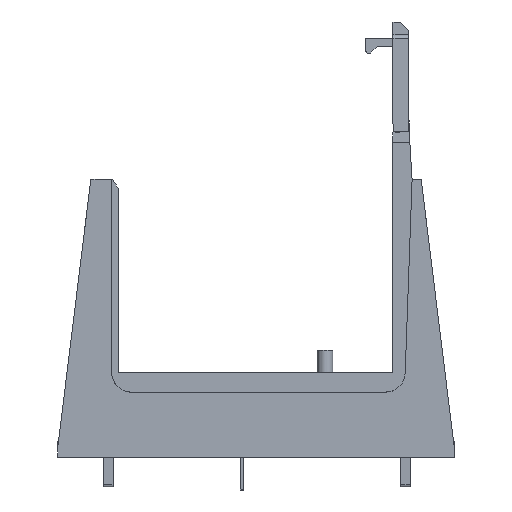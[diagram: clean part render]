
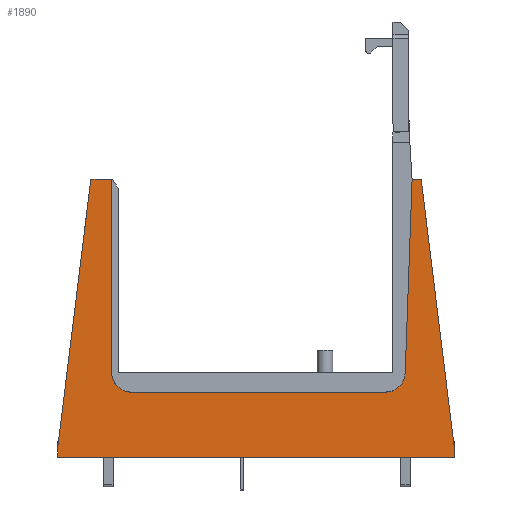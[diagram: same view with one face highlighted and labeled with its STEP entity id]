
A CAD part, left-side view. The second image highlights one B-rep face of the part: STEP entity #1890.
In plain terms, the highlighted planar face has unit normal (-1, 0, 0).
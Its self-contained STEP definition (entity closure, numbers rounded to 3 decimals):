
#1148=AXIS2_PLACEMENT_3D('Circle Axis2P3D',#1146,#1147,$) ;
#1155=AXIS2_PLACEMENT_3D('Circle Axis2P3D',#1153,#1154,$) ;
#1162=AXIS2_PLACEMENT_3D('Circle Axis2P3D',#1160,#1161,$) ;
#1230=AXIS2_PLACEMENT_3D('Circle Axis2P3D',#1228,#1229,$) ;
#1832=AXIS2_PLACEMENT_3D('Plane Axis2P3D',#1829,#1830,#1831) ;
#834=CARTESIAN_POINT('Vertex',(0.,55.725,47.61)) ;
#837=CARTESIAN_POINT('Line Origine',(0.,54.125,47.61)) ;
#841=CARTESIAN_POINT('Vertex',(0.,52.525,47.61)) ;
#1113=CARTESIAN_POINT('Line Origine',(0.,52.525,32.81)) ;
#1117=CARTESIAN_POINT('Vertex',(0.,52.525,18.01)) ;
#1143=CARTESIAN_POINT('Vertex',(0.,49.525,15.01)) ;
#1146=CARTESIAN_POINT('Axis2P3D Location',(0.,49.525,18.01)) ;
#1150=CARTESIAN_POINT('Vertex',(0.,49.809,15.024)) ;
#1153=CARTESIAN_POINT('Axis2P3D Location',(0.,49.525,18.01)) ;
#1157=CARTESIAN_POINT('Vertex',(0.,49.808,15.024)) ;
#1160=CARTESIAN_POINT('Axis2P3D Location',(0.,49.525,18.01)) ;
#1194=CARTESIAN_POINT('Line Origine',(0.,30.025,15.01)) ;
#1198=CARTESIAN_POINT('Vertex',(0.,10.525,15.01)) ;
#1225=CARTESIAN_POINT('Vertex',(0.,7.533,17.797)) ;
#1228=CARTESIAN_POINT('Axis2P3D Location',(0.,10.525,18.01)) ;
#1243=CARTESIAN_POINT('Line Origine',(0.,7.002,32.704)) ;
#1247=CARTESIAN_POINT('Vertex',(0.,6.471,47.61)) ;
#1829=CARTESIAN_POINT('Axis2P3D Location',(0.,56.225,17.005)) ;
#1834=CARTESIAN_POINT('Line Origine',(0.,5.774,47.61)) ;
#1838=CARTESIAN_POINT('Vertex',(0.,5.076,47.61)) ;
#1841=CARTESIAN_POINT('Line Origine',(0.,58.263,27.058)) ;
#1845=CARTESIAN_POINT('Vertex',(0.,60.801,6.505)) ;
#1848=CARTESIAN_POINT('Line Origine',(0.,60.801,5.755)) ;
#1852=CARTESIAN_POINT('Vertex',(0.,60.801,5.005)) ;
#1855=CARTESIAN_POINT('Line Origine',(0.,30.401,5.005)) ;
#1859=CARTESIAN_POINT('Vertex',(0.,0.,5.005)) ;
#1862=CARTESIAN_POINT('Line Origine',(0.,0.,5.755)) ;
#1866=CARTESIAN_POINT('Vertex',(0.,0.,6.505)) ;
#1869=CARTESIAN_POINT('Line Origine',(0.,2.538,27.058)) ;
#838=DIRECTION('Vector Direction',(0.,1.,0.)) ;
#1114=DIRECTION('Vector Direction',(0.,0.,1.)) ;
#1147=DIRECTION('Axis2P3D Direction',(-1.,0.,0.)) ;
#1154=DIRECTION('Axis2P3D Direction',(-1.,0.,0.)) ;
#1161=DIRECTION('Axis2P3D Direction',(-1.,0.,0.)) ;
#1195=DIRECTION('Vector Direction',(0.,1.,0.)) ;
#1229=DIRECTION('Axis2P3D Direction',(-1.,0.,0.)) ;
#1244=DIRECTION('Vector Direction',(0.,-0.036,0.999)) ;
#1830=DIRECTION('Axis2P3D Direction',(-1.,0.,0.)) ;
#1831=DIRECTION('Axis2P3D XDirection',(0.,-1.,0.)) ;
#1835=DIRECTION('Vector Direction',(0.,1.,0.)) ;
#1842=DIRECTION('Vector Direction',(0.,0.123,-0.992)) ;
#1849=DIRECTION('Vector Direction',(0.,0.,-1.)) ;
#1856=DIRECTION('Vector Direction',(0.,-1.,0.)) ;
#1863=DIRECTION('Vector Direction',(0.,0.,1.)) ;
#1870=DIRECTION('Vector Direction',(0.,-0.123,-0.992)) ;
#839=VECTOR('Line Direction',#838,1.) ;
#1115=VECTOR('Line Direction',#1114,1.) ;
#1196=VECTOR('Line Direction',#1195,1.) ;
#1245=VECTOR('Line Direction',#1244,1.) ;
#1836=VECTOR('Line Direction',#1835,1.) ;
#1843=VECTOR('Line Direction',#1842,1.) ;
#1850=VECTOR('Line Direction',#1849,1.) ;
#1857=VECTOR('Line Direction',#1856,1.) ;
#1864=VECTOR('Line Direction',#1863,1.) ;
#1871=VECTOR('Line Direction',#1870,1.) ;
#1875=ORIENTED_EDGE('',*,*,#1840,.T.) ;
#1876=ORIENTED_EDGE('',*,*,#1249,.F.) ;
#1877=ORIENTED_EDGE('',*,*,#1232,.F.) ;
#1878=ORIENTED_EDGE('',*,*,#1200,.F.) ;
#1879=ORIENTED_EDGE('',*,*,#1164,.F.) ;
#1880=ORIENTED_EDGE('',*,*,#1159,.F.) ;
#1881=ORIENTED_EDGE('',*,*,#1152,.F.) ;
#1882=ORIENTED_EDGE('',*,*,#1119,.T.) ;
#1883=ORIENTED_EDGE('',*,*,#843,.T.) ;
#1884=ORIENTED_EDGE('',*,*,#1847,.T.) ;
#1885=ORIENTED_EDGE('',*,*,#1854,.F.) ;
#1886=ORIENTED_EDGE('',*,*,#1861,.F.) ;
#1887=ORIENTED_EDGE('',*,*,#1868,.T.) ;
#1888=ORIENTED_EDGE('',*,*,#1873,.F.) ;
#1890=ADVANCED_FACE('SOCKEL',(#1889),#1833,.T.) ;
#1149=CIRCLE('generated circle',#1148,3.) ;
#1156=CIRCLE('generated circle',#1155,3.) ;
#1163=CIRCLE('generated circle',#1162,3.) ;
#1231=CIRCLE('generated circle',#1230,3.) ;
#843=EDGE_CURVE('',#842,#835,#840,.T.) ;
#1119=EDGE_CURVE('',#1118,#842,#1116,.T.) ;
#1152=EDGE_CURVE('',#1118,#1151,#1149,.T.) ;
#1159=EDGE_CURVE('',#1151,#1158,#1156,.T.) ;
#1164=EDGE_CURVE('',#1158,#1144,#1163,.T.) ;
#1200=EDGE_CURVE('',#1144,#1199,#1197,.F.) ;
#1232=EDGE_CURVE('',#1199,#1226,#1231,.T.) ;
#1249=EDGE_CURVE('',#1226,#1248,#1246,.T.) ;
#1840=EDGE_CURVE('',#1839,#1248,#1837,.T.) ;
#1847=EDGE_CURVE('',#835,#1846,#1844,.T.) ;
#1854=EDGE_CURVE('',#1853,#1846,#1851,.F.) ;
#1861=EDGE_CURVE('',#1860,#1853,#1858,.F.) ;
#1868=EDGE_CURVE('',#1860,#1867,#1865,.T.) ;
#1873=EDGE_CURVE('',#1839,#1867,#1872,.T.) ;
#1874=EDGE_LOOP('',(#1875,#1876,#1877,#1878,#1879,#1880,#1881,#1882,#1883,#1884,#1885,#1886,#1887,#1888)) ;
#1889=FACE_OUTER_BOUND('',#1874,.T.) ;
#840=LINE('Line',#837,#839) ;
#1116=LINE('Line',#1113,#1115) ;
#1197=LINE('Line',#1194,#1196) ;
#1246=LINE('Line',#1243,#1245) ;
#1837=LINE('Line',#1834,#1836) ;
#1844=LINE('Line',#1841,#1843) ;
#1851=LINE('Line',#1848,#1850) ;
#1858=LINE('Line',#1855,#1857) ;
#1865=LINE('Line',#1862,#1864) ;
#1872=LINE('Line',#1869,#1871) ;
#1833=PLANE('',#1832) ;
#835=VERTEX_POINT('',#834) ;
#842=VERTEX_POINT('',#841) ;
#1118=VERTEX_POINT('',#1117) ;
#1144=VERTEX_POINT('',#1143) ;
#1151=VERTEX_POINT('',#1150) ;
#1158=VERTEX_POINT('',#1157) ;
#1199=VERTEX_POINT('',#1198) ;
#1226=VERTEX_POINT('',#1225) ;
#1248=VERTEX_POINT('',#1247) ;
#1839=VERTEX_POINT('',#1838) ;
#1846=VERTEX_POINT('',#1845) ;
#1853=VERTEX_POINT('',#1852) ;
#1860=VERTEX_POINT('',#1859) ;
#1867=VERTEX_POINT('',#1866) ;
